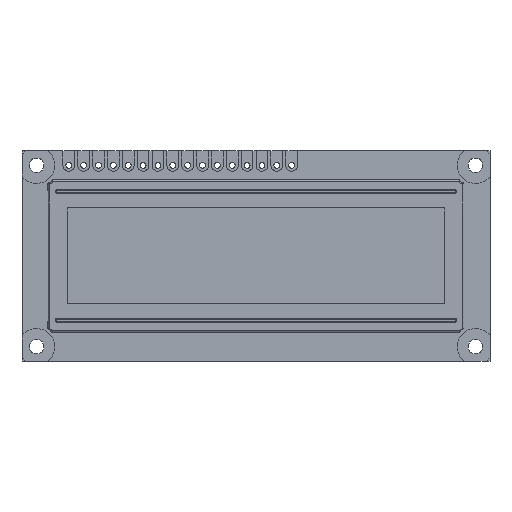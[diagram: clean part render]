
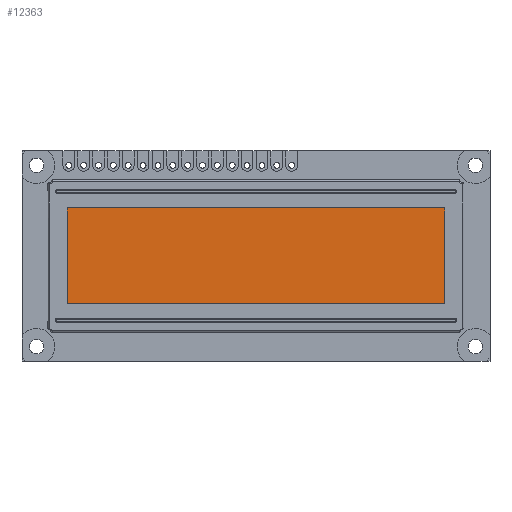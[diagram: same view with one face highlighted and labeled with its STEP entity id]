
A CAD part, top view. The second image highlights one B-rep face of the part: STEP entity #12363.
In plain terms, the highlighted planar face has unit normal (0, 0, 1).
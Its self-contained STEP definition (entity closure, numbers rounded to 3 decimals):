
#12051=CARTESIAN_POINT('Vertex',(-32.25,-8.2,6.3)) ;
#12058=CARTESIAN_POINT('Vertex',(32.25,-8.2,6.3)) ;
#12061=CARTESIAN_POINT('Line Origine',(0.,-8.2,6.3)) ;
#12082=CARTESIAN_POINT('Vertex',(-32.25,8.2,6.3)) ;
#12085=CARTESIAN_POINT('Line Origine',(-32.25,0.,6.3)) ;
#12106=CARTESIAN_POINT('Vertex',(32.25,8.2,6.3)) ;
#12109=CARTESIAN_POINT('Line Origine',(0.,8.2,6.3)) ;
#12126=CARTESIAN_POINT('Line Origine',(32.25,0.,6.3)) ;
#12352=CARTESIAN_POINT('Axis2P3D Location',(0.,0.,6.3)) ;
#12062=DIRECTION('Vector Direction',(-1.,0.,0.)) ;
#12086=DIRECTION('Vector Direction',(0.,1.,0.)) ;
#12110=DIRECTION('Vector Direction',(1.,0.,0.)) ;
#12127=DIRECTION('Vector Direction',(0.,-1.,0.)) ;
#12353=DIRECTION('Axis2P3D Direction',(0.,0.,1.)) ;
#12354=DIRECTION('Axis2P3D XDirection',(1.,0.,0.)) ;
#12355=AXIS2_PLACEMENT_3D('Plane Axis2P3D',#12352,#12353,#12354) ;
#12358=ORIENTED_EDGE('',*,*,#12113,.T.) ;
#12359=ORIENTED_EDGE('',*,*,#12089,.T.) ;
#12360=ORIENTED_EDGE('',*,*,#12065,.T.) ;
#12361=ORIENTED_EDGE('',*,*,#12130,.T.) ;
#12063=VECTOR('Line Direction',#12062,1.) ;
#12087=VECTOR('Line Direction',#12086,1.) ;
#12111=VECTOR('Line Direction',#12110,1.) ;
#12128=VECTOR('Line Direction',#12127,1.) ;
#12363=ADVANCED_FACE('PartBody',(#12362),#12356,.T.) ;
#12065=EDGE_CURVE('',#12052,#12059,#12064,.F.) ;
#12089=EDGE_CURVE('',#12083,#12052,#12088,.F.) ;
#12113=EDGE_CURVE('',#12107,#12083,#12112,.F.) ;
#12130=EDGE_CURVE('',#12059,#12107,#12129,.F.) ;
#12357=EDGE_LOOP('',(#12358,#12359,#12360,#12361)) ;
#12362=FACE_OUTER_BOUND('',#12357,.T.) ;
#12064=LINE('Line',#12061,#12063) ;
#12088=LINE('Line',#12085,#12087) ;
#12112=LINE('Line',#12109,#12111) ;
#12129=LINE('Line',#12126,#12128) ;
#12356=PLANE('',#12355) ;
#12052=VERTEX_POINT('',#12051) ;
#12059=VERTEX_POINT('',#12058) ;
#12083=VERTEX_POINT('',#12082) ;
#12107=VERTEX_POINT('',#12106) ;
